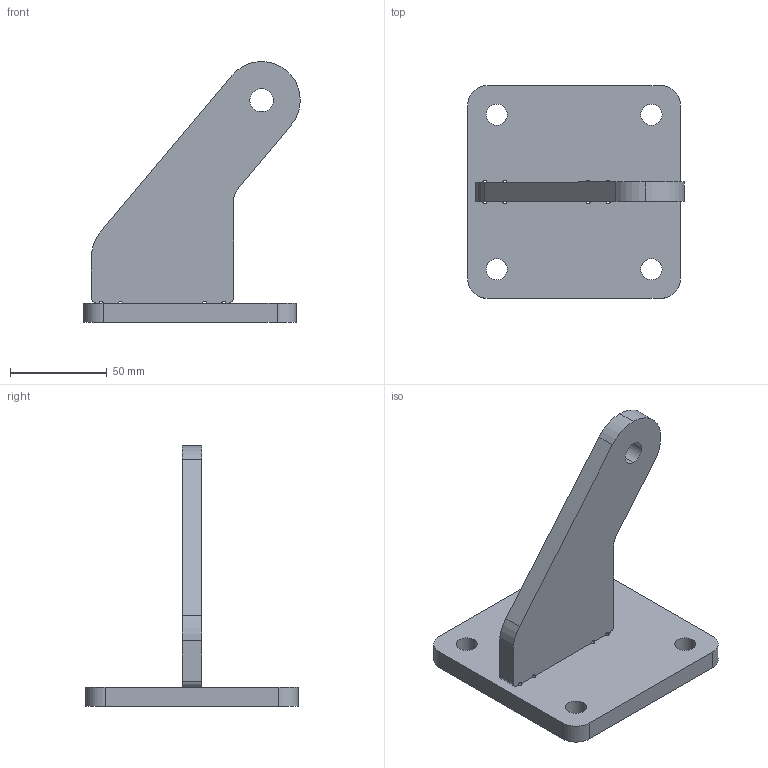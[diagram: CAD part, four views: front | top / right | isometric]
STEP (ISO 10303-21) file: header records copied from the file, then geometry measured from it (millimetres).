
FILE_DESCRIPTION (( 'STEP AP214' ), '1' );
FILE_NAME ('14514V002_Torpfostenbeschlag_1-schenkelig_geschweißt.STEP', '2016-01-08T10:48:44', ( 'Admin' ), ( '' ), 'SwSTEP 2.0', 'SolidWorks 2014', '' );
FILE_SCHEMA (( 'AUTOMOTIVE_DESIGN' ));
Length unit declared in the file: millimetre
Products named in the file (3): 90245_Schenkelplatte_Standard<Wie bearbeitet>; 90244_Grundplatte; 14514V002_Torpfostenbeschlag_1-schenkelig_geschweißt
Assembly tree (2 placements, depth 2):
  14514V002_Torpfostenbeschlag_1-schenkelig_geschweißt
    90244_Grundplatte
    90245_Schenkelplatte_Standard<Wie bearbeitet>
Bounding box: 112 x 110 x 135 mm (x, y, z)
Volume: 184761.3 mm3; surface area: 48214.2 mm2
Topology: 2 solids, 2 shells, 69 faces, 195 edges, 130 vertices
Faces by surface type: cylinder 40, plane 29
Entity records: 2825 total; most frequent: DIRECTION 423, CARTESIAN_POINT 399, ORIENTED_EDGE 390, EDGE_CURVE 195, AXIS2_PLACEMENT_3D 154, VERTEX_POINT 130, VECTOR 115, LINE 115
